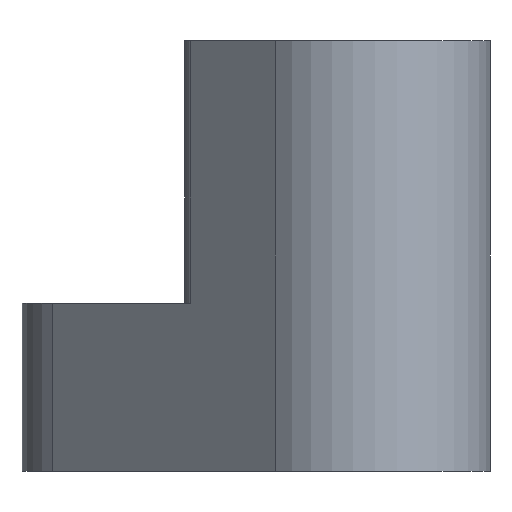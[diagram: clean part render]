
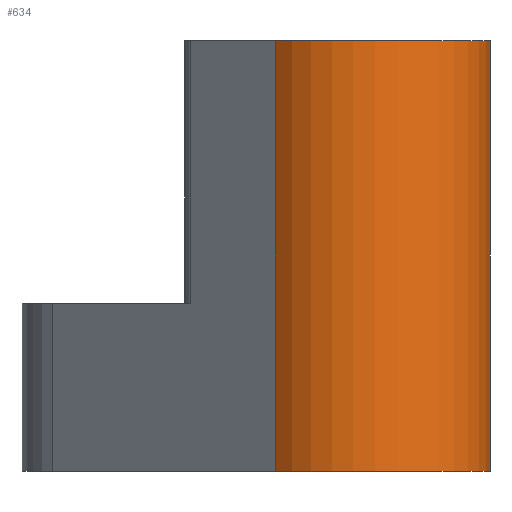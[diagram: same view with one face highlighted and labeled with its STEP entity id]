
A CAD part, left-side view. The second image highlights one B-rep face of the part: STEP entity #634.
In plain terms, the highlighted cylindrical face has radius 6 mm (diameter 12 mm), a partial arc.
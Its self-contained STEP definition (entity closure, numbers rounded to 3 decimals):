
#9 = VERTEX_POINT ( 'NONE', #97 ) ;
#10 = VECTOR ( 'NONE', #927, 1000. ) ;
#14 = ORIENTED_EDGE ( 'NONE', *, *, #64, .T. ) ;
#28 = CIRCLE ( 'NONE', #685, 6. ) ;
#64 = EDGE_CURVE ( 'NONE', #381, #609, #764, .T. ) ;
#90 = AXIS2_PLACEMENT_3D ( 'NONE', #92, #173, #333 ) ;
#92 = CARTESIAN_POINT ( 'NONE',  ( -27.876, -11.29, -24.265 ) ) ;
#93 = EDGE_CURVE ( 'NONE', #9, #535, #185, .T. ) ;
#97 = CARTESIAN_POINT ( 'NONE',  ( -32.119, -7.047, 0. ) ) ;
#98 = CARTESIAN_POINT ( 'NONE',  ( -27.876, -11.29, 20.5 ) ) ;
#106 = DIRECTION ( 'NONE',  ( 0., 0., 1. ) ) ;
#113 = ORIENTED_EDGE ( 'NONE', *, *, #189, .F. ) ;
#127 = ORIENTED_EDGE ( 'NONE', *, *, #93, .F. ) ;
#157 = CARTESIAN_POINT ( 'NONE',  ( -22.961, -14.732, 0. ) ) ;
#173 = DIRECTION ( 'NONE',  ( 0., 0., 1. ) ) ;
#185 = LINE ( 'NONE', #915, #610 ) ;
#189 = EDGE_CURVE ( 'NONE', #381, #9, #28, .T. ) ;
#258 = DIRECTION ( 'NONE',  ( 0., 0., 1. ) ) ;
#333 = DIRECTION ( 'NONE',  ( 1., 0., 0. ) ) ;
#381 = VERTEX_POINT ( 'NONE', #157 ) ;
#389 = FACE_OUTER_BOUND ( 'NONE', #454, .T. ) ;
#395 = CARTESIAN_POINT ( 'NONE',  ( -22.961, -14.732, -24.265 ) ) ;
#401 = CIRCLE ( 'NONE', #673, 6. ) ;
#454 = EDGE_LOOP ( 'NONE', ( #113, #14, #889, #127 ) ) ;
#535 = VERTEX_POINT ( 'NONE', #890 ) ;
#559 = CARTESIAN_POINT ( 'NONE',  ( -27.876, -11.29, 0. ) ) ;
#577 = DIRECTION ( 'NONE',  ( 1., 0., 0. ) ) ;
#609 = VERTEX_POINT ( 'NONE', #851 ) ;
#610 = VECTOR ( 'NONE', #106, 1000. ) ;
#634 = ADVANCED_FACE ( 'NONE', ( #389 ), #834, .T. ) ;
#636 = EDGE_CURVE ( 'NONE', #535, #609, #401, .T. ) ;
#673 = AXIS2_PLACEMENT_3D ( 'NONE', #98, #258, #690 ) ;
#685 = AXIS2_PLACEMENT_3D ( 'NONE', #559, #712, #577 ) ;
#690 = DIRECTION ( 'NONE',  ( 1., 0., 0. ) ) ;
#712 = DIRECTION ( 'NONE',  ( 0., 0., -1. ) ) ;
#764 = LINE ( 'NONE', #395, #10 ) ;
#834 = CYLINDRICAL_SURFACE ( 'NONE', #90, 6. ) ;
#851 = CARTESIAN_POINT ( 'NONE',  ( -22.961, -14.732, 20.5 ) ) ;
#889 = ORIENTED_EDGE ( 'NONE', *, *, #636, .F. ) ;
#890 = CARTESIAN_POINT ( 'NONE',  ( -32.119, -7.047, 20.5 ) ) ;
#915 = CARTESIAN_POINT ( 'NONE',  ( -32.119, -7.047, -24.265 ) ) ;
#927 = DIRECTION ( 'NONE',  ( 0., 0., 1. ) ) ;
